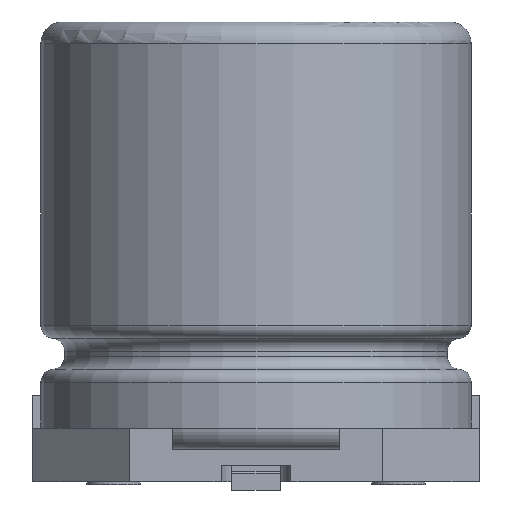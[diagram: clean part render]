
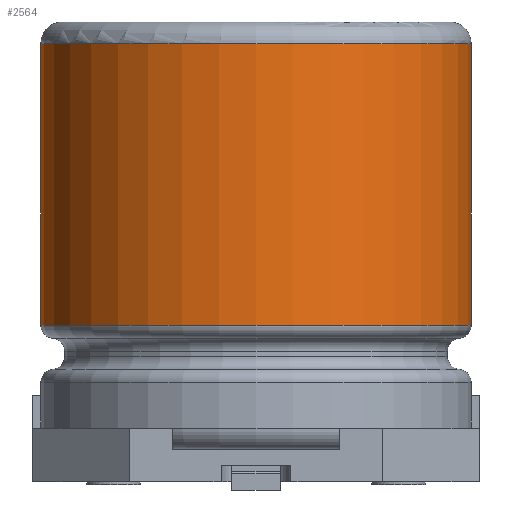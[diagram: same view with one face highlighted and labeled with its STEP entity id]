
A CAD part, front view. The second image highlights one B-rep face of the part: STEP entity #2564.
In plain terms, the highlighted cylindrical face has radius 4 mm (diameter 8 mm), a full revolution.
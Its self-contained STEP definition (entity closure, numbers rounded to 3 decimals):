
#256=FACE_OUTER_BOUND('',#407,.T.);
#407=EDGE_LOOP('',(#2151,#2152,#2153,#2154,#2155));
#667=LINE('',#4252,#900);
#900=VECTOR('',#3498,4.);
#986=CIRCLE('',#2813,4.);
#987=CIRCLE('',#2814,4.);
#988=CIRCLE('',#2815,4.);
#1228=VERTEX_POINT('',#4249);
#1229=VERTEX_POINT('',#4251);
#1230=VERTEX_POINT('',#4253);
#1554=EDGE_CURVE('',#1228,#1228,#986,.T.);
#1555=EDGE_CURVE('',#1228,#1229,#667,.T.);
#1556=EDGE_CURVE('',#1229,#1230,#987,.T.);
#1557=EDGE_CURVE('',#1230,#1229,#988,.T.);
#2151=ORIENTED_EDGE('',*,*,#1554,.T.);
#2152=ORIENTED_EDGE('',*,*,#1555,.T.);
#2153=ORIENTED_EDGE('',*,*,#1556,.T.);
#2154=ORIENTED_EDGE('',*,*,#1557,.T.);
#2155=ORIENTED_EDGE('',*,*,#1555,.F.);
#2305=CYLINDRICAL_SURFACE('',#2812,4.);
#2564=ADVANCED_FACE('',(#256),#2305,.T.);
#2812=AXIS2_PLACEMENT_3D('',#4248,#3494,#3495);
#2813=AXIS2_PLACEMENT_3D('',#4250,#3496,#3497);
#2814=AXIS2_PLACEMENT_3D('',#4254,#3499,#3500);
#2815=AXIS2_PLACEMENT_3D('',#4255,#3501,#3502);
#3494=DIRECTION('center_axis',(0.,0.,-1.));
#3495=DIRECTION('ref_axis',(1.,0.,0.));
#3496=DIRECTION('center_axis',(0.,0.,1.));
#3497=DIRECTION('ref_axis',(1.,0.,0.));
#3498=DIRECTION('',(0.,0.,1.));
#3499=DIRECTION('center_axis',(0.,0.,-1.));
#3500=DIRECTION('ref_axis',(-1.,0.,0.));
#3501=DIRECTION('center_axis',(0.,0.,-1.));
#3502=DIRECTION('ref_axis',(-1.,0.,0.));
#4248=CARTESIAN_POINT('Origin',(0.,0.,9.9));
#4249=CARTESIAN_POINT('',(-4.,0.,2.311));
#4250=CARTESIAN_POINT('Origin',(0.,0.,2.311));
#4251=CARTESIAN_POINT('',(-4.,0.,7.55));
#4252=CARTESIAN_POINT('',(-4.,0.,9.9));
#4253=CARTESIAN_POINT('',(4.,0.,7.55));
#4254=CARTESIAN_POINT('Origin',(0.,0.,7.55));
#4255=CARTESIAN_POINT('Origin',(0.,0.,7.55));
